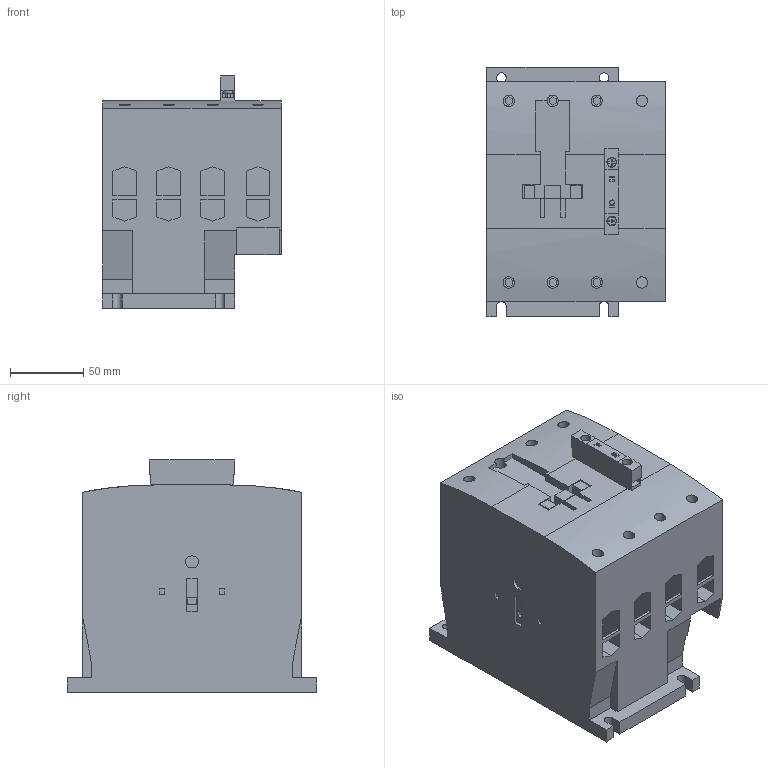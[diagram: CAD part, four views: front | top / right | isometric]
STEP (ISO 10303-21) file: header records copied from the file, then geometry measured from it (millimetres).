
FILE_DESCRIPTION( ( '' ), '1' );
FILE_NAME( 'dil_mp125_200.stp', '2010-03-05T08:02:05', ( '' ), ( '' ), ' ', ' ', ' ' );
FILE_SCHEMA( ( 'CONFIG_CONTROL_DESIGN' ) );
Length unit declared in the file: millimetre
Products named in the file (1): 1
Bounding box: 121.8 x 170 x 158.8 mm (x, y, z)
Volume: 2181234.6 mm3; surface area: 156038.5 mm2
Topology: 1 solids, 4 shells, 382 faces, 1024 edges, 685 vertices
Faces by surface type: plane 328, cylinder 46, cone 8
Entity records: 12454 total; most frequent: CARTESIAN_POINT 2729, ORIENTED_EDGE 2048, DIRECTION 1861, EDGE_CURVE 1024, LINE 897, VECTOR 897, VERTEX_POINT 685, AXIS2_PLACEMENT_3D 482
